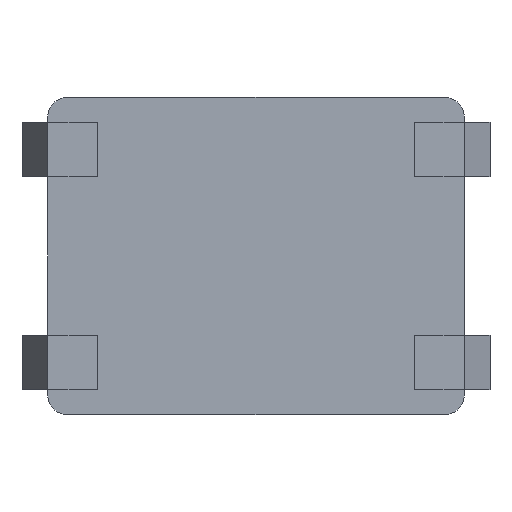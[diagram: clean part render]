
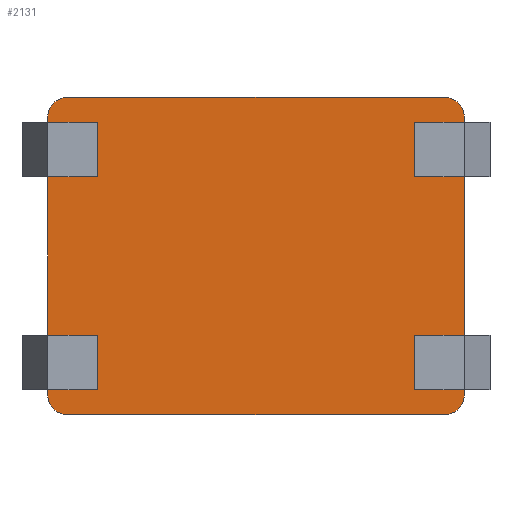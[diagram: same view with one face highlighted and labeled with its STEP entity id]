
A CAD part, front view. The second image highlights one B-rep face of the part: STEP entity #2131.
In plain terms, the highlighted planar face has unit normal (0, -1, 0).
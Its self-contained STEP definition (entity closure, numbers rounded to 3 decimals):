
#54=PLANE('',#2305);
#161=FACE_OUTER_BOUND('',#279,.T.);
#279=EDGE_LOOP('',(#1527,#1528,#1529,#1530,#1531,#1532,#1533,#1534,#1535,
#1536,#1537,#1538,#1539,#1540,#1541,#1542,#1543,#1544,#1545,#1546,#1547,
#1548,#1549,#1550));
#399=LINE('',#3045,#685);
#403=LINE('',#3053,#689);
#407=LINE('',#3061,#693);
#418=LINE('',#3083,#704);
#419=LINE('',#3087,#705);
#420=LINE('',#3089,#706);
#421=LINE('',#3091,#707);
#422=LINE('',#3093,#708);
#423=LINE('',#3095,#709);
#424=LINE('',#3097,#710);
#425=LINE('',#3099,#711);
#426=LINE('',#3101,#712);
#427=LINE('',#3103,#713);
#428=LINE('',#3107,#714);
#429=LINE('',#3110,#715);
#430=LINE('',#3112,#716);
#431=LINE('',#3113,#717);
#432=LINE('',#3115,#718);
#433=LINE('',#3117,#719);
#434=LINE('',#3118,#720);
#685=VECTOR('',#2462,10.);
#689=VECTOR('',#2466,10.);
#693=VECTOR('',#2470,10.);
#704=VECTOR('',#2483,10.);
#705=VECTOR('',#2486,10.);
#706=VECTOR('',#2487,10.);
#707=VECTOR('',#2488,10.);
#708=VECTOR('',#2489,10.);
#709=VECTOR('',#2490,10.);
#710=VECTOR('',#2491,10.);
#711=VECTOR('',#2492,10.);
#712=VECTOR('',#2493,10.);
#713=VECTOR('',#2494,10.);
#714=VECTOR('',#2497,10.);
#715=VECTOR('',#2500,10.);
#716=VECTOR('',#2501,10.);
#717=VECTOR('',#2502,10.);
#718=VECTOR('',#2503,10.);
#719=VECTOR('',#2504,10.);
#720=VECTOR('',#2505,10.);
#970=CIRCLE('',#2303,0.2);
#971=CIRCLE('',#2306,0.2);
#972=CIRCLE('',#2307,0.2);
#973=CIRCLE('',#2308,0.2);
#993=VERTEX_POINT('',#3038);
#994=VERTEX_POINT('',#3040);
#995=VERTEX_POINT('',#3044);
#998=VERTEX_POINT('',#3050);
#999=VERTEX_POINT('',#3052);
#1002=VERTEX_POINT('',#3058);
#1003=VERTEX_POINT('',#3060);
#1013=VERTEX_POINT('',#3082);
#1014=VERTEX_POINT('',#3084);
#1015=VERTEX_POINT('',#3086);
#1016=VERTEX_POINT('',#3088);
#1017=VERTEX_POINT('',#3090);
#1018=VERTEX_POINT('',#3092);
#1019=VERTEX_POINT('',#3094);
#1020=VERTEX_POINT('',#3096);
#1021=VERTEX_POINT('',#3098);
#1022=VERTEX_POINT('',#3100);
#1023=VERTEX_POINT('',#3102);
#1024=VERTEX_POINT('',#3104);
#1025=VERTEX_POINT('',#3106);
#1026=VERTEX_POINT('',#3109);
#1027=VERTEX_POINT('',#3111);
#1028=VERTEX_POINT('',#3114);
#1029=VERTEX_POINT('',#3116);
#1197=EDGE_CURVE('',#993,#994,#970,.T.);
#1199=EDGE_CURVE('',#995,#994,#399,.T.);
#1203=EDGE_CURVE('',#999,#998,#403,.T.);
#1207=EDGE_CURVE('',#1003,#1002,#407,.T.);
#1218=EDGE_CURVE('',#993,#1013,#418,.T.);
#1219=EDGE_CURVE('',#1014,#1013,#971,.T.);
#1220=EDGE_CURVE('',#1014,#1015,#419,.T.);
#1221=EDGE_CURVE('',#1015,#1016,#420,.T.);
#1222=EDGE_CURVE('',#1016,#1017,#421,.T.);
#1223=EDGE_CURVE('',#1017,#1018,#422,.T.);
#1224=EDGE_CURVE('',#1018,#1019,#423,.T.);
#1225=EDGE_CURVE('',#1019,#1020,#424,.T.);
#1226=EDGE_CURVE('',#1020,#1021,#425,.T.);
#1227=EDGE_CURVE('',#1021,#1022,#426,.T.);
#1228=EDGE_CURVE('',#1022,#1023,#427,.T.);
#1229=EDGE_CURVE('',#1024,#1023,#972,.T.);
#1230=EDGE_CURVE('',#1024,#1025,#428,.T.);
#1231=EDGE_CURVE('',#1003,#1025,#973,.T.);
#1232=EDGE_CURVE('',#1002,#1026,#429,.T.);
#1233=EDGE_CURVE('',#1026,#1027,#430,.T.);
#1234=EDGE_CURVE('',#1027,#999,#431,.T.);
#1235=EDGE_CURVE('',#998,#1028,#432,.T.);
#1236=EDGE_CURVE('',#1028,#1029,#433,.T.);
#1237=EDGE_CURVE('',#1029,#995,#434,.T.);
#1527=ORIENTED_EDGE('',*,*,#1197,.F.);
#1528=ORIENTED_EDGE('',*,*,#1218,.T.);
#1529=ORIENTED_EDGE('',*,*,#1219,.F.);
#1530=ORIENTED_EDGE('',*,*,#1220,.T.);
#1531=ORIENTED_EDGE('',*,*,#1221,.T.);
#1532=ORIENTED_EDGE('',*,*,#1222,.T.);
#1533=ORIENTED_EDGE('',*,*,#1223,.T.);
#1534=ORIENTED_EDGE('',*,*,#1224,.T.);
#1535=ORIENTED_EDGE('',*,*,#1225,.T.);
#1536=ORIENTED_EDGE('',*,*,#1226,.T.);
#1537=ORIENTED_EDGE('',*,*,#1227,.T.);
#1538=ORIENTED_EDGE('',*,*,#1228,.T.);
#1539=ORIENTED_EDGE('',*,*,#1229,.F.);
#1540=ORIENTED_EDGE('',*,*,#1230,.T.);
#1541=ORIENTED_EDGE('',*,*,#1231,.F.);
#1542=ORIENTED_EDGE('',*,*,#1207,.T.);
#1543=ORIENTED_EDGE('',*,*,#1232,.T.);
#1544=ORIENTED_EDGE('',*,*,#1233,.T.);
#1545=ORIENTED_EDGE('',*,*,#1234,.T.);
#1546=ORIENTED_EDGE('',*,*,#1203,.T.);
#1547=ORIENTED_EDGE('',*,*,#1235,.T.);
#1548=ORIENTED_EDGE('',*,*,#1236,.T.);
#1549=ORIENTED_EDGE('',*,*,#1237,.T.);
#1550=ORIENTED_EDGE('',*,*,#1199,.T.);
#2131=ADVANCED_FACE('',(#161),#54,.F.);
#2303=AXIS2_PLACEMENT_3D('',#3041,#2457,#2458);
#2305=AXIS2_PLACEMENT_3D('',#3081,#2481,#2482);
#2306=AXIS2_PLACEMENT_3D('',#3085,#2484,#2485);
#2307=AXIS2_PLACEMENT_3D('',#3105,#2495,#2496);
#2308=AXIS2_PLACEMENT_3D('',#3108,#2498,#2499);
#2457=DIRECTION('center_axis',(0.,1.,0.));
#2458=DIRECTION('ref_axis',(0.707,0.,0.707));
#2462=DIRECTION('',(0.,0.,1.));
#2466=DIRECTION('',(0.,0.,1.));
#2470=DIRECTION('',(0.,0.,1.));
#2481=DIRECTION('center_axis',(0.,1.,0.));
#2482=DIRECTION('ref_axis',(1.,0.,0.));
#2483=DIRECTION('',(-1.,0.,0.));
#2484=DIRECTION('center_axis',(0.,1.,0.));
#2485=DIRECTION('ref_axis',(-0.707,0.,0.707));
#2486=DIRECTION('',(0.,0.,-1.));
#2487=DIRECTION('',(1.,0.,0.));
#2488=DIRECTION('',(0.,0.,-1.));
#2489=DIRECTION('',(-1.,0.,0.));
#2490=DIRECTION('',(0.,0.,-1.));
#2491=DIRECTION('',(1.,0.,0.));
#2492=DIRECTION('',(0.,0.,-1.));
#2493=DIRECTION('',(-1.,0.,0.));
#2494=DIRECTION('',(0.,0.,-1.));
#2495=DIRECTION('center_axis',(0.,1.,0.));
#2496=DIRECTION('ref_axis',(-0.707,0.,-0.707));
#2497=DIRECTION('',(1.,0.,0.));
#2498=DIRECTION('center_axis',(0.,1.,0.));
#2499=DIRECTION('ref_axis',(0.707,0.,-0.707));
#2500=DIRECTION('',(-1.,0.,0.));
#2501=DIRECTION('',(0.,0.,1.));
#2502=DIRECTION('',(1.,0.,0.));
#2503=DIRECTION('',(-1.,0.,0.));
#2504=DIRECTION('',(0.,0.,1.));
#2505=DIRECTION('',(1.,0.,0.));
#3038=CARTESIAN_POINT('',(1.9,0.,1.6));
#3040=CARTESIAN_POINT('',(2.1,0.,1.4));
#3041=CARTESIAN_POINT('Origin',(1.9,0.,1.4));
#3044=CARTESIAN_POINT('',(2.1,0.,1.35));
#3045=CARTESIAN_POINT('',(2.1,0.,-1.6));
#3050=CARTESIAN_POINT('',(2.1,0.,0.8));
#3052=CARTESIAN_POINT('',(2.1,0.,-0.8));
#3053=CARTESIAN_POINT('',(2.1,0.,-1.6));
#3058=CARTESIAN_POINT('',(2.1,0.,-1.35));
#3060=CARTESIAN_POINT('',(2.1,0.,-1.4));
#3061=CARTESIAN_POINT('',(2.1,0.,-1.6));
#3081=CARTESIAN_POINT('Origin',(0.,0.,0.));
#3082=CARTESIAN_POINT('',(-1.9,0.,1.6));
#3083=CARTESIAN_POINT('',(2.1,0.,1.6));
#3084=CARTESIAN_POINT('',(-2.1,0.,1.4));
#3085=CARTESIAN_POINT('Origin',(-1.9,0.,1.4));
#3086=CARTESIAN_POINT('',(-2.1,0.,1.35));
#3087=CARTESIAN_POINT('',(-2.1,0.,1.6));
#3088=CARTESIAN_POINT('',(-1.6,0.,1.35));
#3089=CARTESIAN_POINT('',(-0.99,0.,1.35));
#3090=CARTESIAN_POINT('',(-1.6,0.,0.8));
#3091=CARTESIAN_POINT('',(-1.6,0.,0.4));
#3092=CARTESIAN_POINT('',(-2.1,0.,0.8));
#3093=CARTESIAN_POINT('',(-0.99,0.,0.8));
#3094=CARTESIAN_POINT('',(-2.1,0.,-0.8));
#3095=CARTESIAN_POINT('',(-2.1,0.,1.6));
#3096=CARTESIAN_POINT('',(-1.6,0.,-0.8));
#3097=CARTESIAN_POINT('',(-0.99,0.,-0.8));
#3098=CARTESIAN_POINT('',(-1.6,0.,-1.35));
#3099=CARTESIAN_POINT('',(-1.6,0.,-0.4));
#3100=CARTESIAN_POINT('',(-2.1,0.,-1.35));
#3101=CARTESIAN_POINT('',(-0.99,0.,-1.35));
#3102=CARTESIAN_POINT('',(-2.1,0.,-1.4));
#3103=CARTESIAN_POINT('',(-2.1,0.,1.6));
#3104=CARTESIAN_POINT('',(-1.9,0.,-1.6));
#3105=CARTESIAN_POINT('Origin',(-1.9,0.,-1.4));
#3106=CARTESIAN_POINT('',(1.9,0.,-1.6));
#3107=CARTESIAN_POINT('',(-2.1,0.,-1.6));
#3108=CARTESIAN_POINT('Origin',(1.9,0.,-1.4));
#3109=CARTESIAN_POINT('',(1.6,0.,-1.35));
#3110=CARTESIAN_POINT('',(0.99,0.,-1.35));
#3111=CARTESIAN_POINT('',(1.6,0.,-0.8));
#3112=CARTESIAN_POINT('',(1.6,0.,-0.4));
#3113=CARTESIAN_POINT('',(0.99,0.,-0.8));
#3114=CARTESIAN_POINT('',(1.6,0.,0.8));
#3115=CARTESIAN_POINT('',(0.99,0.,0.8));
#3116=CARTESIAN_POINT('',(1.6,0.,1.35));
#3117=CARTESIAN_POINT('',(1.6,0.,0.4));
#3118=CARTESIAN_POINT('',(0.99,0.,1.35));
